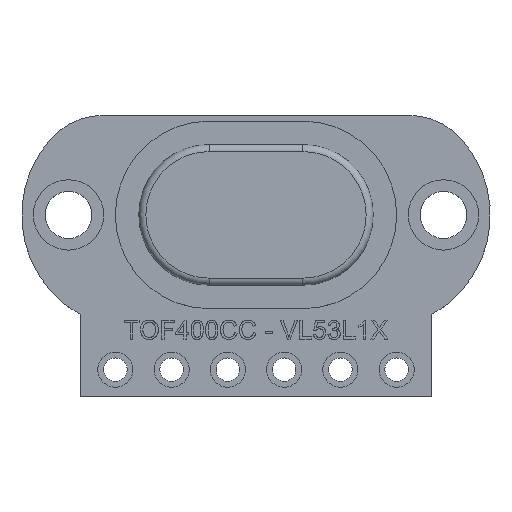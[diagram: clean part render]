
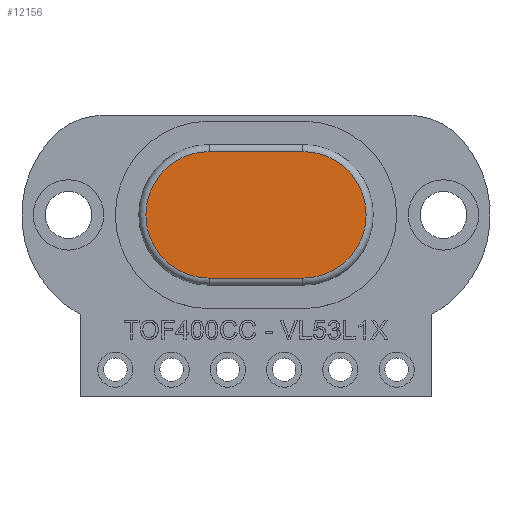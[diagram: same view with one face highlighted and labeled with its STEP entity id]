
A CAD part, top view. The second image highlights one B-rep face of the part: STEP entity #12156.
In plain terms, the highlighted planar face has unit normal (0, 0, 1).
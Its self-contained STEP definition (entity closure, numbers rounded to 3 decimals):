
#111=CIRCLE('',#12541,2.7);
#114=CIRCLE('',#12546,2.7);
#1939=FACE_OUTER_BOUND('',#2669,.T.);
#2669=EDGE_LOOP('',(#11135,#11136,#11137,#11138));
#3688=LINE('',#23699,#4711);
#3689=LINE('',#23710,#4712);
#4711=VECTOR('',#14260,10.);
#4712=VECTOR('',#14273,10.);
#5908=VERTEX_POINT('',#23692);
#5911=VERTEX_POINT('',#23697);
#5913=VERTEX_POINT('',#23702);
#5915=VERTEX_POINT('',#23708);
#7658=EDGE_CURVE('',#5911,#5908,#3688,.T.);
#7660=EDGE_CURVE('',#5913,#5911,#111,.T.);
#7663=EDGE_CURVE('',#5915,#5913,#3689,.T.);
#7665=EDGE_CURVE('',#5908,#5915,#114,.T.);
#11135=ORIENTED_EDGE('',*,*,#7658,.F.);
#11136=ORIENTED_EDGE('',*,*,#7660,.F.);
#11137=ORIENTED_EDGE('',*,*,#7663,.F.);
#11138=ORIENTED_EDGE('',*,*,#7665,.F.);
#11516=PLANE('',#12551);
#12156=ADVANCED_FACE('',(#1939),#11516,.T.);
#12541=AXIS2_PLACEMENT_3D('',#23704,#14265,#14266);
#12546=AXIS2_PLACEMENT_3D('',#23713,#14277,#14278);
#12551=AXIS2_PLACEMENT_3D('',#23725,#14291,#14292);
#14260=DIRECTION('',(1.,0.,0.));
#14265=DIRECTION('center_axis',(0.,0.,-1.));
#14266=DIRECTION('ref_axis',(-1.,0.,0.));
#14273=DIRECTION('',(-1.,0.,0.));
#14277=DIRECTION('center_axis',(0.,0.,-1.));
#14278=DIRECTION('ref_axis',(1.,0.,0.));
#14291=DIRECTION('center_axis',(0.,0.,1.));
#14292=DIRECTION('ref_axis',(-1.,0.,0.));
#23692=CARTESIAN_POINT('',(2.,2.7,4.1));
#23697=CARTESIAN_POINT('',(-2.,2.7,4.1));
#23699=CARTESIAN_POINT('',(1.,2.7,4.1));
#23702=CARTESIAN_POINT('',(-2.,-2.7,4.1));
#23704=CARTESIAN_POINT('Origin',(-2.,0.,
4.1));
#23708=CARTESIAN_POINT('',(2.,-2.7,4.1));
#23710=CARTESIAN_POINT('',(-1.,-2.7,4.1));
#23713=CARTESIAN_POINT('Origin',(2.,0.,
4.1));
#23725=CARTESIAN_POINT('Origin',(0.,0.,
4.1));
